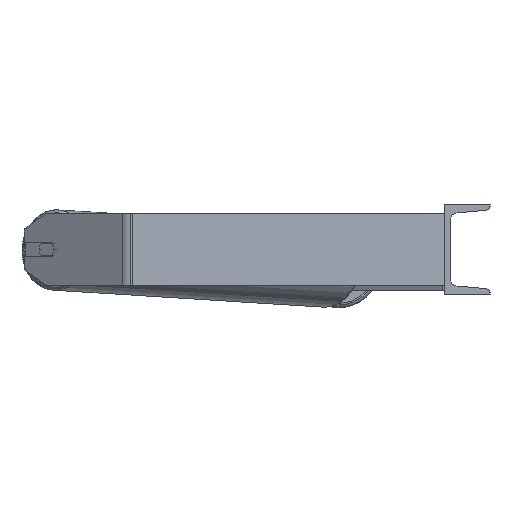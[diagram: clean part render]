
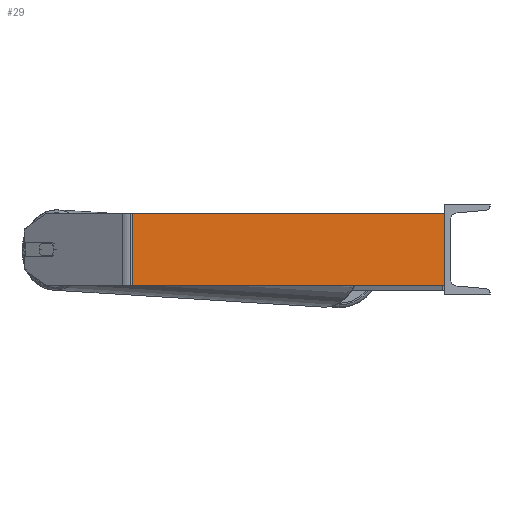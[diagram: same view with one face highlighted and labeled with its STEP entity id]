
A CAD part, left-side view. The second image highlights one B-rep face of the part: STEP entity #29.
In plain terms, the highlighted planar face has unit normal (-0.996, -0.087, 0).
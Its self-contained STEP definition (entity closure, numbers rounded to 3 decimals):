
#1 = EDGE_CURVE ( 'NONE', #5023, #6150, #3141, .T. ) ;
#29 = ADVANCED_FACE ( 'NONE', ( #8985 ), #632, .F. ) ;
#48 = VERTEX_POINT ( 'NONE', #5638 ) ;
#286 = ORIENTED_EDGE ( 'NONE', *, *, #1, .F. ) ;
#632 = PLANE ( 'NONE',  #6105 ) ;
#689 = CARTESIAN_POINT ( 'NONE',  ( -815.758, 351.56, 40. ) ) ;
#789 = VERTEX_POINT ( 'NONE', #2183 ) ;
#847 = EDGE_CURVE ( 'NONE', #789, #6150, #4430, .T. ) ;
#1772 = CARTESIAN_POINT ( 'NONE',  ( -785., 0., 40. ) ) ;
#1941 = EDGE_CURVE ( 'NONE', #48, #5023, #7765, .T. ) ;
#2052 = CARTESIAN_POINT ( 'NONE',  ( -815.758, 351.56, 40. ) ) ;
#2143 = DIRECTION ( 'NONE',  ( 0.996, 0.087, 0. ) ) ;
#2183 = CARTESIAN_POINT ( 'NONE',  ( -815.25, 345.759, -40. ) ) ;
#2314 = CARTESIAN_POINT ( 'NONE',  ( -785., 0., 40. ) ) ;
#2865 = ORIENTED_EDGE ( 'NONE', *, *, #847, .T. ) ;
#3141 = LINE ( 'NONE', #1772, #3756 ) ;
#3168 = LINE ( 'NONE', #7938, #7986 ) ;
#3570 = DIRECTION ( 'NONE',  ( -0.087, 0.996, 0. ) ) ;
#3756 = VECTOR ( 'NONE', #6711, 1000. ) ;
#3930 = VECTOR ( 'NONE', #4391, 1000. ) ;
#4391 = DIRECTION ( 'NONE',  ( 0.087, -0.996, 0. ) ) ;
#4430 = LINE ( 'NONE', #7105, #3930 ) ;
#4783 = EDGE_LOOP ( 'NONE', ( #2865, #286, #6818, #7668 ) ) ;
#5023 = VERTEX_POINT ( 'NONE', #2314 ) ;
#5638 = CARTESIAN_POINT ( 'NONE',  ( -815.25, 345.759, 40. ) ) ;
#5951 = DIRECTION ( 'NONE',  ( 0., 0., -1. ) ) ;
#6105 = AXIS2_PLACEMENT_3D ( 'NONE', #2052, #2143, #3570 ) ;
#6150 = VERTEX_POINT ( 'NONE', #8595 ) ;
#6400 = EDGE_CURVE ( 'NONE', #48, #789, #3168, .T. ) ;
#6711 = DIRECTION ( 'NONE',  ( 0., 0., -1. ) ) ;
#6818 = ORIENTED_EDGE ( 'NONE', *, *, #1941, .F. ) ;
#6833 = VECTOR ( 'NONE', #8553, 1000. ) ;
#7105 = CARTESIAN_POINT ( 'NONE',  ( -815.758, 351.56, -40. ) ) ;
#7668 = ORIENTED_EDGE ( 'NONE', *, *, #6400, .T. ) ;
#7765 = LINE ( 'NONE', #689, #6833 ) ;
#7938 = CARTESIAN_POINT ( 'NONE',  ( -815.25, 345.759, 40. ) ) ;
#7986 = VECTOR ( 'NONE', #5951, 1000. ) ;
#8553 = DIRECTION ( 'NONE',  ( 0.087, -0.996, 0. ) ) ;
#8595 = CARTESIAN_POINT ( 'NONE',  ( -785., 0., -40. ) ) ;
#8985 = FACE_OUTER_BOUND ( 'NONE', #4783, .T. ) ;
